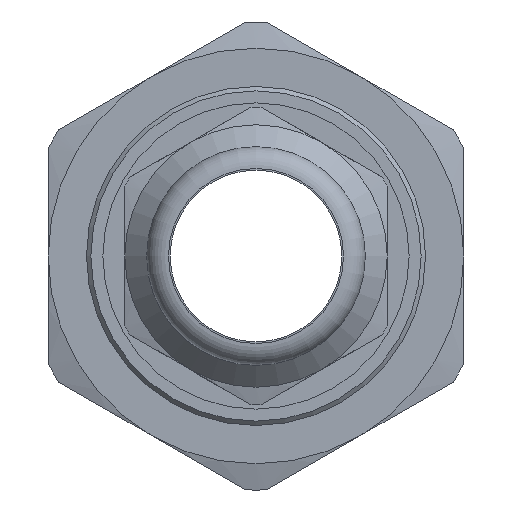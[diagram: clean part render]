
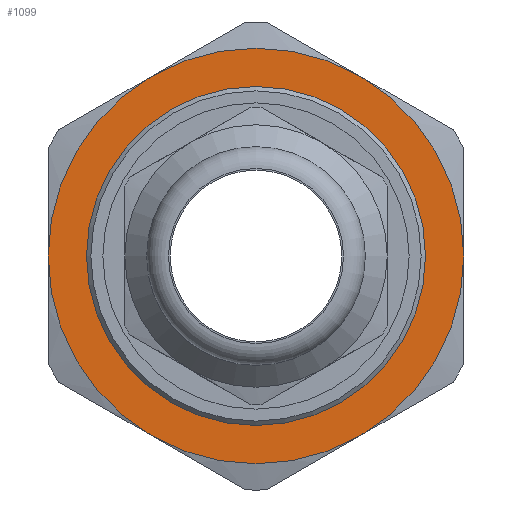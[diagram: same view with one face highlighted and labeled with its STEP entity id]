
A CAD part, left-side view. The second image highlights one B-rep face of the part: STEP entity #1099.
In plain terms, the highlighted planar face has unit normal (-1, 0, 0).
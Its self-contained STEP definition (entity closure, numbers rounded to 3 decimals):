
#43=FACE_BOUND('',#337,.T.);
#131=CIRCLE('',#1247,9.5);
#132=CIRCLE('',#1249,9.5);
#133=CIRCLE('',#1251,9.5);
#134=CIRCLE('',#1253,9.5);
#135=CIRCLE('',#1255,9.5);
#142=CIRCLE('',#1271,7.);
#143=CIRCLE('',#1273,9.5);
#245=FACE_OUTER_BOUND('',#336,.T.);
#336=EDGE_LOOP('',(#983,#984,#985,#986,#987,#988));
#337=EDGE_LOOP('',(#989));
#520=VERTEX_POINT('',#1911);
#525=VERTEX_POINT('',#1931);
#530=VERTEX_POINT('',#1951);
#535=VERTEX_POINT('',#1971);
#540=VERTEX_POINT('',#1991);
#548=VERTEX_POINT('',#2044);
#555=VERTEX_POINT('',#2081);
#691=EDGE_CURVE('',#520,#548,#131,.T.);
#694=EDGE_CURVE('',#548,#540,#132,.T.);
#695=EDGE_CURVE('',#540,#535,#133,.T.);
#696=EDGE_CURVE('',#535,#530,#134,.T.);
#697=EDGE_CURVE('',#530,#525,#135,.T.);
#704=EDGE_CURVE('',#555,#555,#142,.T.);
#705=EDGE_CURVE('',#525,#520,#143,.T.);
#983=ORIENTED_EDGE('',*,*,#694,.F.);
#984=ORIENTED_EDGE('',*,*,#691,.F.);
#985=ORIENTED_EDGE('',*,*,#705,.F.);
#986=ORIENTED_EDGE('',*,*,#697,.F.);
#987=ORIENTED_EDGE('',*,*,#696,.F.);
#988=ORIENTED_EDGE('',*,*,#695,.F.);
#989=ORIENTED_EDGE('',*,*,#704,.T.);
#1033=PLANE('',#1272);
#1099=ADVANCED_FACE('',(#245,#43),#1033,.T.);
#1247=AXIS2_PLACEMENT_3D('',#2045,#1525,#1526);
#1249=AXIS2_PLACEMENT_3D('',#2053,#1529,#1530);
#1251=AXIS2_PLACEMENT_3D('',#2055,#1533,#1534);
#1253=AXIS2_PLACEMENT_3D('',#2057,#1537,#1538);
#1255=AXIS2_PLACEMENT_3D('',#2059,#1541,#1542);
#1271=AXIS2_PLACEMENT_3D('',#2082,#1573,#1574);
#1272=AXIS2_PLACEMENT_3D('',#2083,#1575,#1576);
#1273=AXIS2_PLACEMENT_3D('',#2084,#1577,#1578);
#1525=DIRECTION('center_axis',(1.,0.,0.));
#1526=DIRECTION('ref_axis',(0.,0.,-1.));
#1529=DIRECTION('center_axis',(1.,0.,0.));
#1530=DIRECTION('ref_axis',(0.,0.,-1.));
#1533=DIRECTION('center_axis',(1.,0.,0.));
#1534=DIRECTION('ref_axis',(0.,0.,-1.));
#1537=DIRECTION('center_axis',(1.,0.,0.));
#1538=DIRECTION('ref_axis',(0.,0.,-1.));
#1541=DIRECTION('center_axis',(1.,0.,0.));
#1542=DIRECTION('ref_axis',(0.,0.,-1.));
#1573=DIRECTION('center_axis',(1.,0.,0.));
#1574=DIRECTION('ref_axis',(0.,0.,-1.));
#1575=DIRECTION('center_axis',(-1.,0.,0.));
#1576=DIRECTION('ref_axis',(0.,0.,1.));
#1577=DIRECTION('center_axis',(1.,0.,0.));
#1578=DIRECTION('ref_axis',(0.,0.,-1.));
#1911=CARTESIAN_POINT('',(23.5,4.75,-8.227));
#1931=CARTESIAN_POINT('',(23.5,-4.75,-8.227));
#1951=CARTESIAN_POINT('',(23.5,-9.5,0.));
#1971=CARTESIAN_POINT('',(23.5,-4.75,8.227));
#1991=CARTESIAN_POINT('',(23.5,4.75,8.227));
#2044=CARTESIAN_POINT('',(23.5,9.5,0.));
#2045=CARTESIAN_POINT('Origin',(23.5,0.,0.));
#2053=CARTESIAN_POINT('Origin',(23.5,0.,0.));
#2055=CARTESIAN_POINT('Origin',(23.5,0.,0.));
#2057=CARTESIAN_POINT('Origin',(23.5,0.,0.));
#2059=CARTESIAN_POINT('Origin',(23.5,0.,0.));
#2081=CARTESIAN_POINT('',(23.5,7.,0.));
#2082=CARTESIAN_POINT('Origin',(23.5,0.,0.));
#2083=CARTESIAN_POINT('Origin',(23.5,9.5,0.));
#2084=CARTESIAN_POINT('Origin',(23.5,0.,0.));
